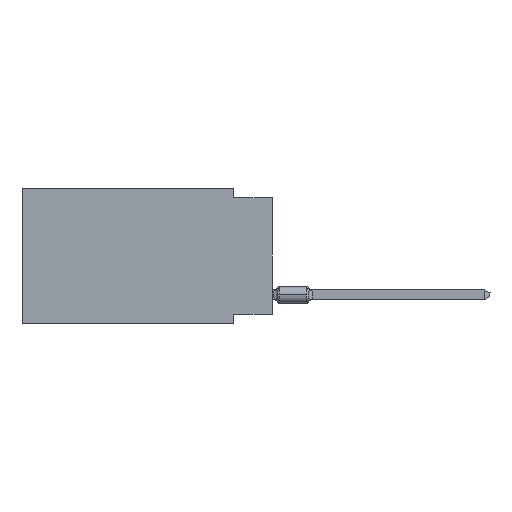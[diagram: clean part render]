
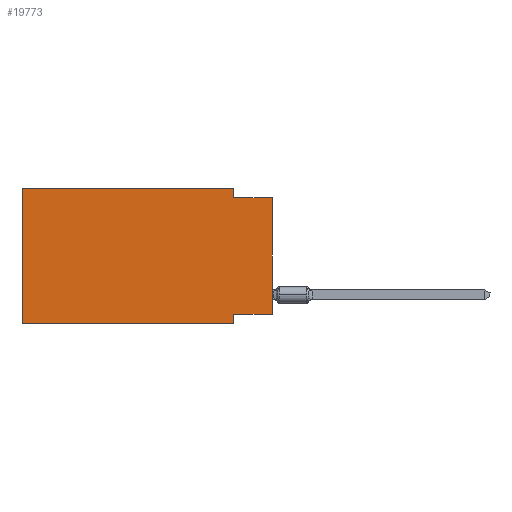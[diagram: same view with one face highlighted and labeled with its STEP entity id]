
A CAD part, left-side view. The second image highlights one B-rep face of the part: STEP entity #19773.
In plain terms, the highlighted planar face has unit normal (-1, 0, 0).
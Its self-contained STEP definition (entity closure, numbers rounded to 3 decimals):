
#277 = DIRECTION ( 'NONE',  ( 0., 0., 1. ) ) ;
#2935 = EDGE_CURVE ( 'NONE', #31000, #52374, #23406, .T. ) ;
#4680 = VERTEX_POINT ( 'NONE', #25691 ) ;
#5374 = CARTESIAN_POINT ( 'NONE',  ( 0., 2.54, 0. ) ) ;
#7028 = LINE ( 'NONE', #29813, #69805 ) ;
#7210 = LINE ( 'NONE', #43692, #30259 ) ;
#7520 = DIRECTION ( 'NONE',  ( 0., 0., -1. ) ) ;
#8267 = EDGE_CURVE ( 'NONE', #11384, #69565, #7028, .T. ) ;
#8316 = VECTOR ( 'NONE', #55938, 1000. ) ;
#9674 = VERTEX_POINT ( 'NONE', #53740 ) ;
#11384 = VERTEX_POINT ( 'NONE', #5374 ) ;
#11569 = DIRECTION ( 'NONE',  ( 0., 0., 1. ) ) ;
#12207 = EDGE_CURVE ( 'NONE', #9674, #43565, #18884, .T. ) ;
#12599 = LINE ( 'NONE', #69034, #30742 ) ;
#15520 = CARTESIAN_POINT ( 'NONE',  ( 0., 0., -0.635 ) ) ;
#16426 = CARTESIAN_POINT ( 'NONE',  ( 0., 16.383, 0. ) ) ;
#18884 = LINE ( 'NONE', #42789, #71311 ) ;
#19773 = ADVANCED_FACE ( 'NONE', ( #20455 ), #33478, .F. ) ;
#20455 = FACE_OUTER_BOUND ( 'NONE', #28735, .T. ) ;
#22814 = EDGE_CURVE ( 'NONE', #4680, #11384, #69552, .T. ) ;
#23406 = LINE ( 'NONE', #73482, #8316 ) ;
#25304 = EDGE_CURVE ( 'NONE', #69565, #44456, #7210, .T. ) ;
#25691 = CARTESIAN_POINT ( 'NONE',  ( 0., 16.383, 0. ) ) ;
#26243 = VECTOR ( 'NONE', #11569, 1000. ) ;
#28735 = EDGE_LOOP ( 'NONE', ( #71035, #58676, #47700, #34483, #67103, #56899, #70297, #42088 ) ) ;
#28830 = CARTESIAN_POINT ( 'NONE',  ( 0., 16.383, 0. ) ) ;
#29813 = CARTESIAN_POINT ( 'NONE',  ( 0., 2.54, 0. ) ) ;
#30259 = VECTOR ( 'NONE', #70723, 1000. ) ;
#30742 = VECTOR ( 'NONE', #277, 1000. ) ;
#31000 = VERTEX_POINT ( 'NONE', #70795 ) ;
#31207 = DIRECTION ( 'NONE',  ( 0., 1., 0. ) ) ;
#31423 = CARTESIAN_POINT ( 'NONE',  ( 0., 2.54, -8.255 ) ) ;
#32297 = EDGE_CURVE ( 'NONE', #31000, #4680, #63130, .T. ) ;
#33478 = PLANE ( 'NONE',  #60098 ) ;
#34483 = ORIENTED_EDGE ( 'NONE', *, *, #22814, .F. ) ;
#36237 = CARTESIAN_POINT ( 'NONE',  ( 0., 2.54, -0.635 ) ) ;
#42088 = ORIENTED_EDGE ( 'NONE', *, *, #12207, .F. ) ;
#42789 = CARTESIAN_POINT ( 'NONE',  ( 0., 0., -8.255 ) ) ;
#43242 = CARTESIAN_POINT ( 'NONE',  ( 0., 16.383, 0. ) ) ;
#43565 = VERTEX_POINT ( 'NONE', #31423 ) ;
#43692 = CARTESIAN_POINT ( 'NONE',  ( 0., 0., -0.635 ) ) ;
#43961 = CARTESIAN_POINT ( 'NONE',  ( 0., 2.54, -8.89 ) ) ;
#44456 = VERTEX_POINT ( 'NONE', #15520 ) ;
#45381 = EDGE_CURVE ( 'NONE', #9674, #44456, #12599, .T. ) ;
#47016 = DIRECTION ( 'NONE',  ( 0., 0., -1. ) ) ;
#47133 = LINE ( 'NONE', #69919, #69420 ) ;
#47700 = ORIENTED_EDGE ( 'NONE', *, *, #8267, .F. ) ;
#49952 = DIRECTION ( 'NONE',  ( 0., 0., -1. ) ) ;
#50320 = DIRECTION ( 'NONE',  ( 1., 0., 0. ) ) ;
#51256 = DIRECTION ( 'NONE',  ( 0., -1., 0. ) ) ;
#52374 = VERTEX_POINT ( 'NONE', #43961 ) ;
#53740 = CARTESIAN_POINT ( 'NONE',  ( 0., 0., -8.255 ) ) ;
#55938 = DIRECTION ( 'NONE',  ( 0., -1., 0. ) ) ;
#56899 = ORIENTED_EDGE ( 'NONE', *, *, #2935, .T. ) ;
#57351 = VECTOR ( 'NONE', #51256, 1000. ) ;
#58676 = ORIENTED_EDGE ( 'NONE', *, *, #25304, .F. ) ;
#60098 = AXIS2_PLACEMENT_3D ( 'NONE', #43242, #50320, #49952 ) ;
#63130 = LINE ( 'NONE', #16426, #26243 ) ;
#64340 = EDGE_CURVE ( 'NONE', #43565, #52374, #47133, .T. ) ;
#67103 = ORIENTED_EDGE ( 'NONE', *, *, #32297, .F. ) ;
#69034 = CARTESIAN_POINT ( 'NONE',  ( 0., 0., 0. ) ) ;
#69420 = VECTOR ( 'NONE', #7520, 1000. ) ;
#69552 = LINE ( 'NONE', #28830, #57351 ) ;
#69565 = VERTEX_POINT ( 'NONE', #36237 ) ;
#69805 = VECTOR ( 'NONE', #47016, 1000. ) ;
#69919 = CARTESIAN_POINT ( 'NONE',  ( 0., 2.54, -8.89 ) ) ;
#70297 = ORIENTED_EDGE ( 'NONE', *, *, #64340, .F. ) ;
#70723 = DIRECTION ( 'NONE',  ( 0., -1., 0. ) ) ;
#70795 = CARTESIAN_POINT ( 'NONE',  ( 0., 16.383, -8.89 ) ) ;
#71035 = ORIENTED_EDGE ( 'NONE', *, *, #45381, .T. ) ;
#71311 = VECTOR ( 'NONE', #31207, 1000. ) ;
#73482 = CARTESIAN_POINT ( 'NONE',  ( 0., 16.383, -8.89 ) ) ;
